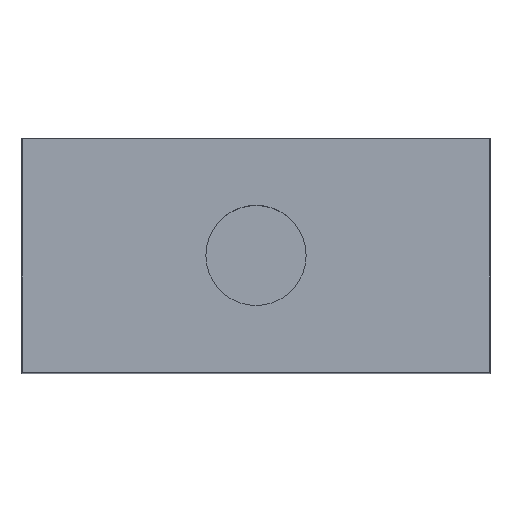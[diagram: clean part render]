
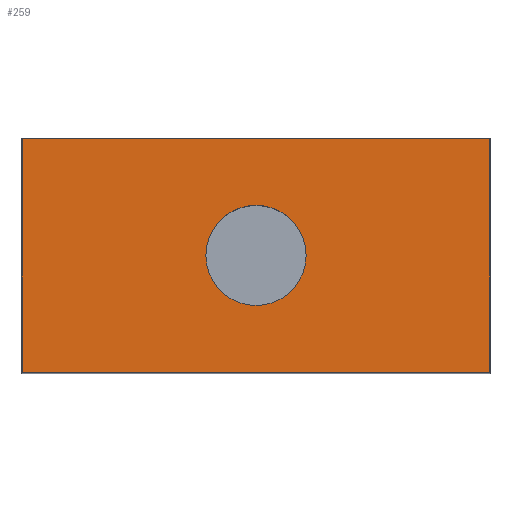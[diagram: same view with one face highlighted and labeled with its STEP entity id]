
A CAD part, top view. The second image highlights one B-rep face of the part: STEP entity #259.
In plain terms, the highlighted planar face has unit normal (0, 0, 1).
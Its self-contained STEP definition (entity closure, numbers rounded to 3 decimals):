
#14=LINE('',#383,#38);
#18=LINE('',#391,#42);
#21=LINE('',#397,#45);
#24=LINE('',#402,#48);
#38=VECTOR('',#313,10.);
#42=VECTOR('',#319,10.);
#45=VECTOR('',#324,10.);
#48=VECTOR('',#329,10.);
#67=PLANE('',#286);
#77=FACE_BOUND('',#108,.T.);
#89=FACE_OUTER_BOUND('',#107,.T.);
#107=EDGE_LOOP('',(#201,#202,#203,#204));
#108=EDGE_LOOP('',(#205));
#124=CIRCLE('',#279,4.283);
#130=VERTEX_POINT('',#375);
#132=VERTEX_POINT('',#381);
#133=VERTEX_POINT('',#382);
#136=VERTEX_POINT('',#390);
#138=VERTEX_POINT('',#396);
#152=EDGE_CURVE('',#130,#130,#124,.T.);
#154=EDGE_CURVE('',#132,#133,#14,.T.);
#158=EDGE_CURVE('',#133,#136,#18,.T.);
#161=EDGE_CURVE('',#136,#138,#21,.T.);
#164=EDGE_CURVE('',#138,#132,#24,.T.);
#201=ORIENTED_EDGE('',*,*,#154,.F.);
#202=ORIENTED_EDGE('',*,*,#164,.F.);
#203=ORIENTED_EDGE('',*,*,#161,.F.);
#204=ORIENTED_EDGE('',*,*,#158,.F.);
#205=ORIENTED_EDGE('',*,*,#152,.T.);
#259=ADVANCED_FACE('',(#89,#77),#67,.T.);
#279=AXIS2_PLACEMENT_3D('',#376,#305,#306);
#286=AXIS2_PLACEMENT_3D('',#404,#331,#332);
#305=DIRECTION('center_axis',(0.,0.,
-1.));
#306=DIRECTION('ref_axis',(1.,0.,0.));
#313=DIRECTION('',(0.,-1.,0.));
#319=DIRECTION('',(-1.,0.,0.));
#324=DIRECTION('',(0.,1.,0.));
#329=DIRECTION('',(1.,0.,0.));
#331=DIRECTION('center_axis',(0.,0.,
1.));
#332=DIRECTION('ref_axis',(1.,0.,0.));
#375=CARTESIAN_POINT('',(4.283,0.,57.));
#376=CARTESIAN_POINT('Origin',(0.,0.,
57.));
#381=CARTESIAN_POINT('',(19.999,9.999,57.));
#382=CARTESIAN_POINT('',(19.999,-9.999,57.));
#383=CARTESIAN_POINT('',(19.999,9.999,57.));
#390=CARTESIAN_POINT('',(-19.999,-9.999,57.));
#391=CARTESIAN_POINT('',(19.999,-9.999,57.));
#396=CARTESIAN_POINT('',(-19.999,9.999,57.));
#397=CARTESIAN_POINT('',(-19.999,-9.999,57.));
#402=CARTESIAN_POINT('',(-19.999,9.999,57.));
#404=CARTESIAN_POINT('Origin',(0.,0.,
57.));
